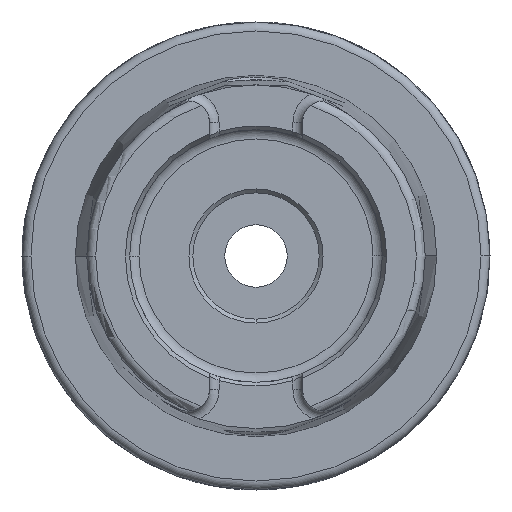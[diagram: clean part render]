
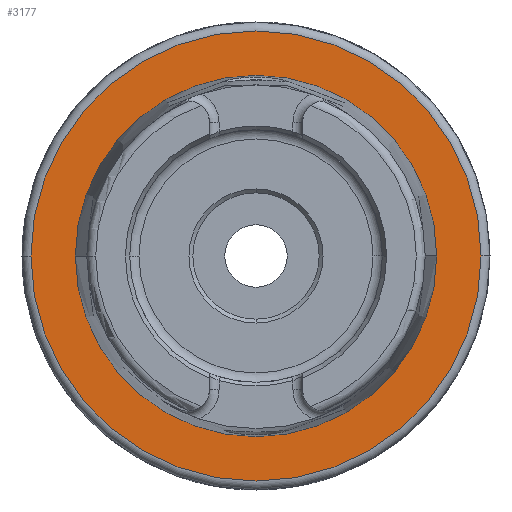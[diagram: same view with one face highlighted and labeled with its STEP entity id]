
A CAD part, left-side view. The second image highlights one B-rep face of the part: STEP entity #3177.
In plain terms, the highlighted planar face has unit normal (-1, 0, 0).
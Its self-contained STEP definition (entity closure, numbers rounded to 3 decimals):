
#24 = AXIS2_PLACEMENT_3D ( 'NONE', #3133, #3709, #2751 ) ;
#383 = ORIENTED_EDGE ( 'NONE', *, *, #1260, .T. ) ;
#688 = CIRCLE ( 'NONE', #5703, 24.321 ) ;
#760 = CARTESIAN_POINT ( 'NONE',  ( 0., 0., 0. ) ) ;
#827 = DIRECTION ( 'NONE',  ( 0., 1., 0. ) ) ;
#1069 = EDGE_CURVE ( 'NONE', #3005, #3700, #688, .T. ) ;
#1260 = EDGE_CURVE ( 'NONE', #3700, #3005, #5913, .T. ) ;
#1361 = DIRECTION ( 'NONE',  ( 0., 1., 0. ) ) ;
#1492 = CARTESIAN_POINT ( 'NONE',  ( 0., 24.321, 0. ) ) ;
#1503 = AXIS2_PLACEMENT_3D ( 'NONE', #1492, #4567, #3653 ) ;
#1690 = EDGE_CURVE ( 'NONE', #4376, #3042, #2639, .T. ) ;
#1832 = DIRECTION ( 'NONE',  ( 1., 0., 0. ) ) ;
#1857 = DIRECTION ( 'NONE',  ( 1., 0., 0. ) ) ;
#2192 = ORIENTED_EDGE ( 'NONE', *, *, #1069, .T. ) ;
#2256 = CARTESIAN_POINT ( 'NONE',  ( 0., -30.3, 0. ) ) ;
#2484 = PLANE ( 'NONE',  #1503 ) ;
#2528 = CARTESIAN_POINT ( 'NONE',  ( 0., 30.3, 0. ) ) ;
#2622 = FACE_BOUND ( 'NONE', #3721, .T. ) ;
#2639 = CIRCLE ( 'NONE', #24, 30.3 ) ;
#2751 = DIRECTION ( 'NONE',  ( 0., 1., 0. ) ) ;
#2790 = DIRECTION ( 'NONE',  ( 0., 1., 0. ) ) ;
#2941 = AXIS2_PLACEMENT_3D ( 'NONE', #760, #4363, #827 ) ;
#3005 = VERTEX_POINT ( 'NONE', #3517 ) ;
#3042 = VERTEX_POINT ( 'NONE', #2528 ) ;
#3065 = AXIS2_PLACEMENT_3D ( 'NONE', #5985, #1857, #2790 ) ;
#3133 = CARTESIAN_POINT ( 'NONE',  ( 0., 0., 0. ) ) ;
#3177 = ADVANCED_FACE ( 'NONE', ( #2622, #3506 ), #2484, .T. ) ;
#3506 = FACE_OUTER_BOUND ( 'NONE', #3777, .T. ) ;
#3517 = CARTESIAN_POINT ( 'NONE',  ( 0., 24.321, 0. ) ) ;
#3653 = DIRECTION ( 'NONE',  ( 0., -1., 0. ) ) ;
#3700 = VERTEX_POINT ( 'NONE', #6028 ) ;
#3709 = DIRECTION ( 'NONE',  ( 1., 0., 0. ) ) ;
#3721 = EDGE_LOOP ( 'NONE', ( #2192, #383 ) ) ;
#3777 = EDGE_LOOP ( 'NONE', ( #4864, #4118 ) ) ;
#4008 = EDGE_CURVE ( 'NONE', #3042, #4376, #5250, .T. ) ;
#4118 = ORIENTED_EDGE ( 'NONE', *, *, #1690, .F. ) ;
#4363 = DIRECTION ( 'NONE',  ( 1., 0., 0. ) ) ;
#4376 = VERTEX_POINT ( 'NONE', #2256 ) ;
#4567 = DIRECTION ( 'NONE',  ( -1., 0., 0. ) ) ;
#4864 = ORIENTED_EDGE ( 'NONE', *, *, #4008, .F. ) ;
#5250 = CIRCLE ( 'NONE', #2941, 30.3 ) ;
#5703 = AXIS2_PLACEMENT_3D ( 'NONE', #6493, #1832, #1361 ) ;
#5913 = CIRCLE ( 'NONE', #3065, 24.321 ) ;
#5985 = CARTESIAN_POINT ( 'NONE',  ( 0., 0., 0. ) ) ;
#6028 = CARTESIAN_POINT ( 'NONE',  ( 0., -24.321, 0. ) ) ;
#6493 = CARTESIAN_POINT ( 'NONE',  ( 0., 0., 0. ) ) ;
